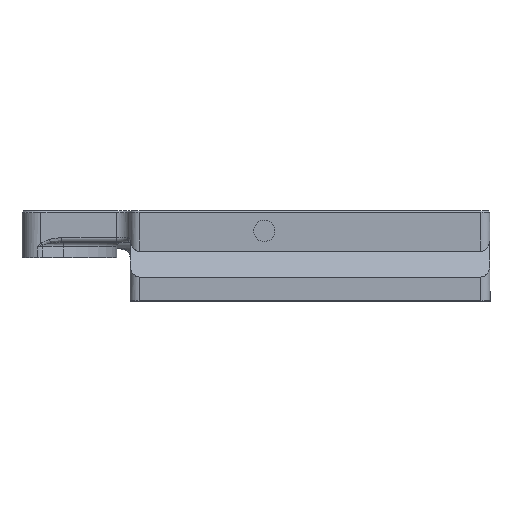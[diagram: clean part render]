
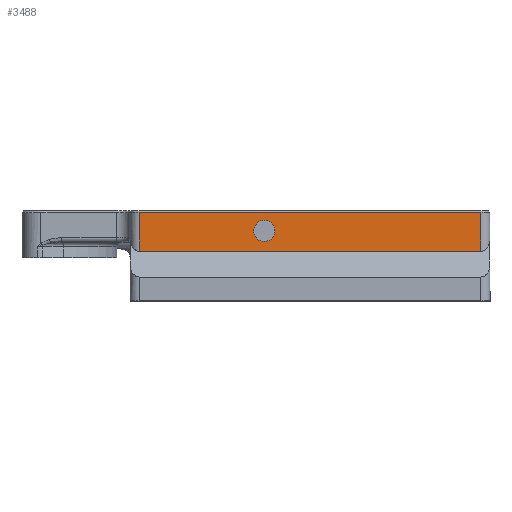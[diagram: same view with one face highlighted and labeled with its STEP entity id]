
A CAD part, top view. The second image highlights one B-rep face of the part: STEP entity #3488.
In plain terms, the highlighted planar face has unit normal (0, 0, 1).
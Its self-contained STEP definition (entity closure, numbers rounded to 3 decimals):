
#206=FACE_BOUND('',#648,.T.);
#290=CIRCLE('',#3800,2.35);
#442=FACE_OUTER_BOUND('',#647,.T.);
#647=EDGE_LOOP('',(#2826,#2827,#2828,#2829));
#648=EDGE_LOOP('',(#2830));
#960=LINE('',#6058,#1275);
#962=LINE('',#6062,#1277);
#963=LINE('',#6064,#1278);
#964=LINE('',#6065,#1279);
#1275=VECTOR('',#4585,10.);
#1277=VECTOR('',#4589,10.);
#1278=VECTOR('',#4590,10.);
#1279=VECTOR('',#4591,10.);
#1587=VERTEX_POINT('',#5867);
#1611=VERTEX_POINT('',#6051);
#1613=VERTEX_POINT('',#6056);
#1614=VERTEX_POINT('',#6061);
#1615=VERTEX_POINT('',#6063);
#2053=EDGE_CURVE('',#1611,#1611,#290,.T.);
#2056=EDGE_CURVE('',#1613,#1587,#960,.T.);
#2058=EDGE_CURVE('',#1614,#1613,#962,.T.);
#2059=EDGE_CURVE('',#1614,#1615,#963,.T.);
#2060=EDGE_CURVE('',#1615,#1587,#964,.T.);
#2826=ORIENTED_EDGE('',*,*,#2056,.F.);
#2827=ORIENTED_EDGE('',*,*,#2058,.F.);
#2828=ORIENTED_EDGE('',*,*,#2059,.T.);
#2829=ORIENTED_EDGE('',*,*,#2060,.T.);
#2830=ORIENTED_EDGE('',*,*,#2053,.T.);
#3341=PLANE('',#3803);
#3488=ADVANCED_FACE('',(#442,#206),#3341,.T.);
#3800=AXIS2_PLACEMENT_3D('',#6052,#4578,#4579);
#3803=AXIS2_PLACEMENT_3D('',#6060,#4587,#4588);
#4578=DIRECTION('center_axis',(0.,0.,
-1.));
#4579=DIRECTION('ref_axis',(-1.,0.,0.));
#4585=DIRECTION('',(0.,1.,0.));
#4587=DIRECTION('center_axis',(0.,0.,
1.));
#4588=DIRECTION('ref_axis',(0.,1.,0.));
#4589=DIRECTION('',(-1.,0.,0.));
#4590=DIRECTION('',(0.,1.,0.));
#4591=DIRECTION('',(-1.,0.,0.));
#5867=CARTESIAN_POINT('',(14.8,-18.4,120.096));
#6051=CARTESIAN_POINT('',(44.85,-22.5,120.096));
#6052=CARTESIAN_POINT('Origin',(42.5,-22.5,120.096));
#6056=CARTESIAN_POINT('',(14.8,-27.,120.096));
#6058=CARTESIAN_POINT('',(14.8,-22.5,120.096));
#6060=CARTESIAN_POINT('Origin',(67.5,-27.,120.096));
#6061=CARTESIAN_POINT('',(90.5,-27.,120.096));
#6062=CARTESIAN_POINT('',(67.5,-27.,120.096));
#6063=CARTESIAN_POINT('',(90.5,-18.4,120.096));
#6064=CARTESIAN_POINT('',(90.5,-32.5,120.096));
#6065=CARTESIAN_POINT('',(47.25,-18.4,120.096));
